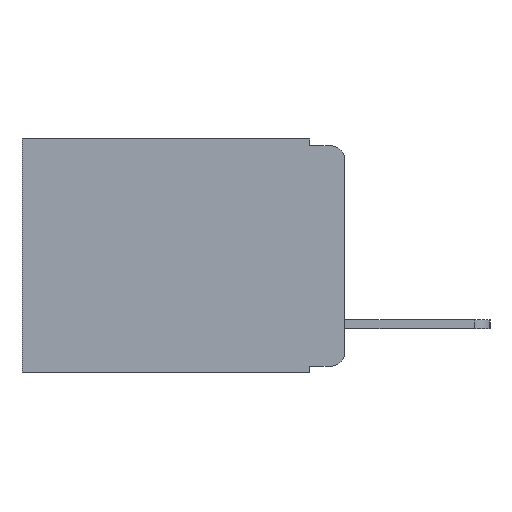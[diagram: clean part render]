
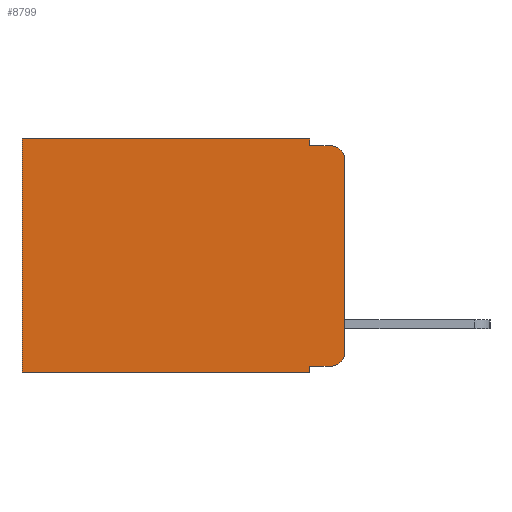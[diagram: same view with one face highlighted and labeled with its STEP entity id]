
A CAD part, left-side view. The second image highlights one B-rep face of the part: STEP entity #8799.
In plain terms, the highlighted planar face has unit normal (-1, 0, 0).
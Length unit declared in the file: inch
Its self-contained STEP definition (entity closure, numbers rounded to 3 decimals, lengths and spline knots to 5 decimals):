
#30 = VERTEX_POINT ( 'NONE', #12574 ) ;
#112 = VERTEX_POINT ( 'NONE', #12297 ) ;
#240 = CARTESIAN_POINT ( 'NONE',  ( 0.298, 0.02, -0.313 ) ) ;
#693 = LINE ( 'NONE', #14855, #16279 ) ;
#777 = AXIS2_PLACEMENT_3D ( 'NONE', #7008, #5656, #14416 ) ;
#875 = EDGE_CURVE ( 'NONE', #3150, #4204, #5485, .T. ) ;
#921 = EDGE_CURVE ( 'NONE', #1499, #13607, #9073, .T. ) ;
#1164 = ORIENTED_EDGE ( 'NONE', *, *, #16401, .F. ) ;
#1224 = EDGE_CURVE ( 'NONE', #1499, #30, #16152, .T. ) ;
#1253 = DIRECTION ( 'NONE',  ( 0., 0., -1. ) ) ;
#1499 = VERTEX_POINT ( 'NONE', #8678 ) ;
#1578 = ORIENTED_EDGE ( 'NONE', *, *, #15177, .T. ) ;
#1604 = EDGE_LOOP ( 'NONE', ( #10022, #7397, #13893, #1164, #1578, #5439, #5264, #10985, #4286, #14722 ) ) ;
#1653 = DIRECTION ( 'NONE',  ( 0., 0., -1. ) ) ;
#1706 = VERTEX_POINT ( 'NONE', #10068 ) ;
#1865 = CARTESIAN_POINT ( 'NONE',  ( 0.298, 0.051, 0. ) ) ;
#1961 = VERTEX_POINT ( 'NONE', #4231 ) ;
#2071 = VECTOR ( 'NONE', #1253, 39.37008 ) ;
#2364 = CARTESIAN_POINT ( 'NONE',  ( 0.298, 0.051, -0.333 ) ) ;
#2410 = DIRECTION ( 'NONE',  ( 0., 0., -1. ) ) ;
#2530 = LINE ( 'NONE', #1865, #15510 ) ;
#2584 = LINE ( 'NONE', #15353, #9184 ) ;
#3048 = DIRECTION ( 'NONE',  ( -1., 0., 0. ) ) ;
#3086 = PLANE ( 'NONE',  #777 ) ;
#3150 = VERTEX_POINT ( 'NONE', #2364 ) ;
#3217 = DIRECTION ( 'NONE',  ( 0., 0., -1. ) ) ;
#3588 = EDGE_CURVE ( 'NONE', #8074, #13607, #2584, .T. ) ;
#4204 = VERTEX_POINT ( 'NONE', #13708 ) ;
#4231 = CARTESIAN_POINT ( 'NONE',  ( 0.298, 0.473, -0.343 ) ) ;
#4286 = ORIENTED_EDGE ( 'NONE', *, *, #14872, .T. ) ;
#5264 = ORIENTED_EDGE ( 'NONE', *, *, #7868, .F. ) ;
#5336 = VERTEX_POINT ( 'NONE', #10468 ) ;
#5439 = ORIENTED_EDGE ( 'NONE', *, *, #12940, .T. ) ;
#5485 = LINE ( 'NONE', #6373, #2071 ) ;
#5656 = DIRECTION ( 'NONE',  ( 1., 0., 0. ) ) ;
#5930 = CARTESIAN_POINT ( 'NONE',  ( 0.298, 0., -0.343 ) ) ;
#6143 = DIRECTION ( 'NONE',  ( 0., -1., 0. ) ) ;
#6373 = CARTESIAN_POINT ( 'NONE',  ( 0.298, 0.051, 0. ) ) ;
#6464 = CIRCLE ( 'NONE', #6585, 0.02 ) ;
#6480 = LINE ( 'NONE', #9569, #15912 ) ;
#6585 = AXIS2_PLACEMENT_3D ( 'NONE', #240, #9581, #1653 ) ;
#7008 = CARTESIAN_POINT ( 'NONE',  ( 0.298, 0., 0. ) ) ;
#7397 = ORIENTED_EDGE ( 'NONE', *, *, #921, .T. ) ;
#7512 = DIRECTION ( 'NONE',  ( 0., -1., 0. ) ) ;
#7868 = EDGE_CURVE ( 'NONE', #4204, #1961, #10769, .T. ) ;
#7912 = DIRECTION ( 'NONE',  ( 0., 0., -1. ) ) ;
#8074 = VERTEX_POINT ( 'NONE', #8196 ) ;
#8196 = CARTESIAN_POINT ( 'NONE',  ( 0.298, 0.051, -0.01 ) ) ;
#8678 = CARTESIAN_POINT ( 'NONE',  ( 0.298, 0., -0.03 ) ) ;
#8799 = ADVANCED_FACE ( 'NONE', ( #10958 ), #3086, .F. ) ;
#8953 = CARTESIAN_POINT ( 'NONE',  ( 0.298, 0.473, 0. ) ) ;
#9073 = CIRCLE ( 'NONE', #10785, 0.02 ) ;
#9184 = VECTOR ( 'NONE', #6143, 39.37008 ) ;
#9569 = CARTESIAN_POINT ( 'NONE',  ( 0.298, 0., 0. ) ) ;
#9581 = DIRECTION ( 'NONE',  ( -1., 0., 0. ) ) ;
#9958 = EDGE_CURVE ( 'NONE', #5336, #30, #6464, .T. ) ;
#10022 = ORIENTED_EDGE ( 'NONE', *, *, #1224, .F. ) ;
#10068 = CARTESIAN_POINT ( 'NONE',  ( 0.298, 0.473, 0. ) ) ;
#10468 = CARTESIAN_POINT ( 'NONE',  ( 0.298, 0.02, -0.333 ) ) ;
#10594 = CARTESIAN_POINT ( 'NONE',  ( 0.298, 0.02, -0.01 ) ) ;
#10703 = VECTOR ( 'NONE', #2410, 39.37008 ) ;
#10769 = LINE ( 'NONE', #5930, #13889 ) ;
#10781 = DIRECTION ( 'NONE',  ( 0., 1., 0. ) ) ;
#10785 = AXIS2_PLACEMENT_3D ( 'NONE', #14348, #3048, #13826 ) ;
#10958 = FACE_OUTER_BOUND ( 'NONE', #1604, .T. ) ;
#10985 = ORIENTED_EDGE ( 'NONE', *, *, #875, .F. ) ;
#11082 = LINE ( 'NONE', #8953, #10703 ) ;
#12046 = CARTESIAN_POINT ( 'NONE',  ( 0.298, 0., 0. ) ) ;
#12297 = CARTESIAN_POINT ( 'NONE',  ( 0.298, 0.051, 0. ) ) ;
#12574 = CARTESIAN_POINT ( 'NONE',  ( 0.298, 0., -0.313 ) ) ;
#12940 = EDGE_CURVE ( 'NONE', #1706, #1961, #11082, .T. ) ;
#13011 = VECTOR ( 'NONE', #7912, 39.37008 ) ;
#13607 = VERTEX_POINT ( 'NONE', #10594 ) ;
#13708 = CARTESIAN_POINT ( 'NONE',  ( 0.298, 0.051, -0.343 ) ) ;
#13826 = DIRECTION ( 'NONE',  ( 0., 0., -1. ) ) ;
#13889 = VECTOR ( 'NONE', #14689, 39.37008 ) ;
#13893 = ORIENTED_EDGE ( 'NONE', *, *, #3588, .F. ) ;
#14348 = CARTESIAN_POINT ( 'NONE',  ( 0.298, 0.02, -0.03 ) ) ;
#14416 = DIRECTION ( 'NONE',  ( 0., 0., -1. ) ) ;
#14689 = DIRECTION ( 'NONE',  ( 0., 1., 0. ) ) ;
#14722 = ORIENTED_EDGE ( 'NONE', *, *, #9958, .T. ) ;
#14855 = CARTESIAN_POINT ( 'NONE',  ( 0.298, 0.051, -0.333 ) ) ;
#14872 = EDGE_CURVE ( 'NONE', #3150, #5336, #693, .T. ) ;
#15177 = EDGE_CURVE ( 'NONE', #112, #1706, #6480, .T. ) ;
#15353 = CARTESIAN_POINT ( 'NONE',  ( 0.298, 0.051, -0.01 ) ) ;
#15510 = VECTOR ( 'NONE', #3217, 39.37008 ) ;
#15912 = VECTOR ( 'NONE', #10781, 39.37008 ) ;
#16152 = LINE ( 'NONE', #12046, #13011 ) ;
#16279 = VECTOR ( 'NONE', #7512, 39.37008 ) ;
#16401 = EDGE_CURVE ( 'NONE', #112, #8074, #2530, .T. ) ;
